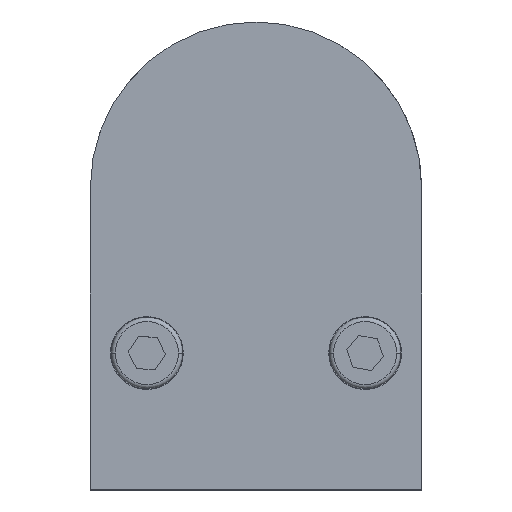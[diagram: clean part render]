
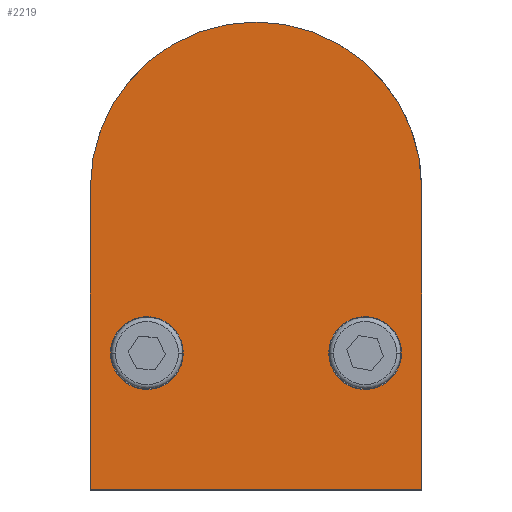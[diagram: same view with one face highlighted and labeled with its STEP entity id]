
A CAD part, top view. The second image highlights one B-rep face of the part: STEP entity #2219.
In plain terms, the highlighted planar face has unit normal (0, 0, 1).
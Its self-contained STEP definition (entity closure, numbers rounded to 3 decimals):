
#25 = DIRECTION ( 'NONE',  ( 0., 0., 1. ) ) ;
#43 = CIRCLE ( 'NONE', #3198, 20.5 ) ;
#74 = LINE ( 'NONE', #1089, #2468 ) ;
#92 = CARTESIAN_POINT ( 'NONE',  ( 20.5, 22.142, 14.25 ) ) ;
#111 = DIRECTION ( 'NONE',  ( 1., 0., 0. ) ) ;
#178 = DIRECTION ( 'NONE',  ( 0., -1., 0. ) ) ;
#236 = AXIS2_PLACEMENT_3D ( 'NONE', #837, #2109, #3059 ) ;
#248 = EDGE_CURVE ( 'NONE', #471, #2530, #1393, .T. ) ;
#263 = ORIENTED_EDGE ( 'NONE', *, *, #3249, .F. ) ;
#301 = AXIS2_PLACEMENT_3D ( 'NONE', #753, #25, #2535 ) ;
#379 = DIRECTION ( 'NONE',  ( 0., 0., 1. ) ) ;
#387 = ORIENTED_EDGE ( 'NONE', *, *, #1602, .T. ) ;
#399 = ORIENTED_EDGE ( 'NONE', *, *, #1278, .F. ) ;
#404 = CIRCLE ( 'NONE', #1583, 4.5 ) ;
#471 = VERTEX_POINT ( 'NONE', #2636 ) ;
#481 = VERTEX_POINT ( 'NONE', #92 ) ;
#601 = ORIENTED_EDGE ( 'NONE', *, *, #248, .F. ) ;
#618 = CIRCLE ( 'NONE', #3141, 4.5 ) ;
#692 = VERTEX_POINT ( 'NONE', #1910 ) ;
#753 = CARTESIAN_POINT ( 'NONE',  ( 0., 59.5, 14.25 ) ) ;
#813 = FACE_OUTER_BOUND ( 'NONE', #3026, .T. ) ;
#837 = CARTESIAN_POINT ( 'NONE',  ( 13.5, 39.038, 14.25 ) ) ;
#1017 = AXIS2_PLACEMENT_3D ( 'NONE', #2640, #379, #1162 ) ;
#1089 = CARTESIAN_POINT ( 'NONE',  ( 20.5, 0., 14.25 ) ) ;
#1094 = CARTESIAN_POINT ( 'NONE',  ( 18., 39.038, 14.25 ) ) ;
#1105 = LINE ( 'NONE', #2845, #2664 ) ;
#1106 = ORIENTED_EDGE ( 'NONE', *, *, #3192, .F. ) ;
#1149 = CARTESIAN_POINT ( 'NONE',  ( -13.5, 39.038, 14.25 ) ) ;
#1162 = DIRECTION ( 'NONE',  ( 1., 0., 0. ) ) ;
#1194 = EDGE_CURVE ( 'NONE', #2311, #2151, #404, .T. ) ;
#1205 = DIRECTION ( 'NONE',  ( 0., 0., 1. ) ) ;
#1210 = CARTESIAN_POINT ( 'NONE',  ( -20.5, 22.142, 14.25 ) ) ;
#1278 = EDGE_CURVE ( 'NONE', #2530, #471, #618, .T. ) ;
#1295 = CARTESIAN_POINT ( 'NONE',  ( -20.5, 59.5, 14.25 ) ) ;
#1317 = CARTESIAN_POINT ( 'NONE',  ( 13.5, 39.038, 14.25 ) ) ;
#1393 = CIRCLE ( 'NONE', #1017, 4.5 ) ;
#1416 = CARTESIAN_POINT ( 'NONE',  ( 9., 39.038, 14.25 ) ) ;
#1464 = EDGE_CURVE ( 'NONE', #2180, #2128, #1930, .T. ) ;
#1479 = VECTOR ( 'NONE', #178, 1000. ) ;
#1583 = AXIS2_PLACEMENT_3D ( 'NONE', #1317, #3106, #3054 ) ;
#1602 = EDGE_CURVE ( 'NONE', #481, #692, #74, .T. ) ;
#1681 = CARTESIAN_POINT ( 'NONE',  ( 0., 59.5, 14.25 ) ) ;
#1781 = ORIENTED_EDGE ( 'NONE', *, *, #2117, .T. ) ;
#1910 = CARTESIAN_POINT ( 'NONE',  ( 20.5, 59.5, 14.25 ) ) ;
#1930 = LINE ( 'NONE', #2444, #1479 ) ;
#1953 = CARTESIAN_POINT ( 'NONE',  ( -18., 39.038, 14.25 ) ) ;
#2058 = EDGE_LOOP ( 'NONE', ( #2367, #1106 ) ) ;
#2091 = DIRECTION ( 'NONE',  ( 0., 1., 0. ) ) ;
#2109 = DIRECTION ( 'NONE',  ( 0., 0., 1. ) ) ;
#2117 = EDGE_CURVE ( 'NONE', #692, #2180, #43, .T. ) ;
#2128 = VERTEX_POINT ( 'NONE', #1210 ) ;
#2151 = VERTEX_POINT ( 'NONE', #1416 ) ;
#2180 = VERTEX_POINT ( 'NONE', #1295 ) ;
#2219 = ADVANCED_FACE ( 'NONE', ( #2299, #3051, #813 ), #2802, .T. ) ;
#2299 = FACE_BOUND ( 'NONE', #2386, .T. ) ;
#2311 = VERTEX_POINT ( 'NONE', #1094 ) ;
#2367 = ORIENTED_EDGE ( 'NONE', *, *, #1194, .F. ) ;
#2386 = EDGE_LOOP ( 'NONE', ( #601, #399 ) ) ;
#2444 = CARTESIAN_POINT ( 'NONE',  ( -20.5, 0., 14.25 ) ) ;
#2447 = DIRECTION ( 'NONE',  ( 0., 0., 1. ) ) ;
#2468 = VECTOR ( 'NONE', #2091, 1000. ) ;
#2530 = VERTEX_POINT ( 'NONE', #1953 ) ;
#2535 = DIRECTION ( 'NONE',  ( 1., 0., 0. ) ) ;
#2636 = CARTESIAN_POINT ( 'NONE',  ( -9., 39.038, 14.25 ) ) ;
#2640 = CARTESIAN_POINT ( 'NONE',  ( -13.5, 39.038, 14.25 ) ) ;
#2664 = VECTOR ( 'NONE', #3094, 1000. ) ;
#2671 = DIRECTION ( 'NONE',  ( 1., 0., 0. ) ) ;
#2802 = PLANE ( 'NONE',  #301 ) ;
#2845 = CARTESIAN_POINT ( 'NONE',  ( 47.6, 22.142, 14.25 ) ) ;
#3026 = EDGE_LOOP ( 'NONE', ( #263, #387, #1781, #3137 ) ) ;
#3051 = FACE_BOUND ( 'NONE', #2058, .T. ) ;
#3054 = DIRECTION ( 'NONE',  ( 1., 0., 0. ) ) ;
#3059 = DIRECTION ( 'NONE',  ( 1., 0., 0. ) ) ;
#3094 = DIRECTION ( 'NONE',  ( -1., 0., 0. ) ) ;
#3106 = DIRECTION ( 'NONE',  ( 0., 0., 1. ) ) ;
#3137 = ORIENTED_EDGE ( 'NONE', *, *, #1464, .T. ) ;
#3141 = AXIS2_PLACEMENT_3D ( 'NONE', #1149, #1205, #111 ) ;
#3186 = CIRCLE ( 'NONE', #236, 4.5 ) ;
#3192 = EDGE_CURVE ( 'NONE', #2151, #2311, #3186, .T. ) ;
#3198 = AXIS2_PLACEMENT_3D ( 'NONE', #1681, #2447, #2671 ) ;
#3249 = EDGE_CURVE ( 'NONE', #481, #2128, #1105, .T. ) ;
